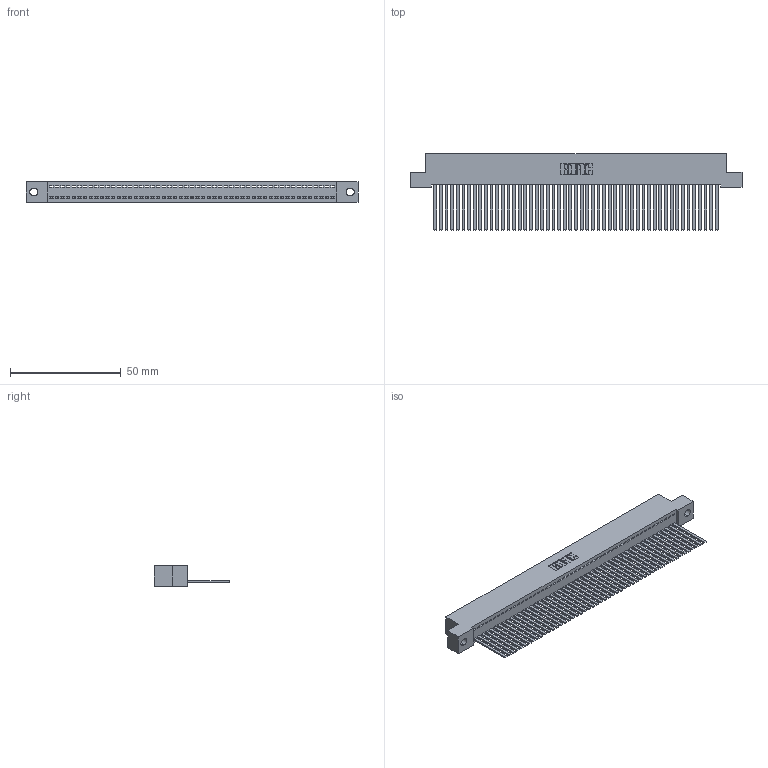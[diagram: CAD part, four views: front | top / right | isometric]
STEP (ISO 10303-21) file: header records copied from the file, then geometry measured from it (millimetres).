
FILE_DESCRIPTION (( 'STEP AP203' ), '1' );
FILE_NAME ('392-051-544-102.STEP', '2019-10-08T12:04:42', ( '' ), ( '' ), 'SwSTEP 2.0', 'SolidWorks 2016', '' );
FILE_SCHEMA (( 'CONFIG_CONTROL_DESIGN' ));
Length unit declared in the file: inch
Products named in the file (3): 342 Part_.128 Slot; 345-292-001_345-293-144; 392-051-544-102
Assembly tree (52 placements, depth 2):
  392-051-544-102
    342 Part_.128 Slot
    345-292-001_345-293-144  x51
Bounding box: 149.86 x 34.3 x 9.4 mm (x, y, z)
Volume: 13711.4 mm3; surface area: 21743.2 mm2
Topology: 52 solids, 52 shells, 2766 faces, 8369 edges, 5510 vertices
Faces by surface type: plane 2008, cylinder 758
Entity records: 29833 total; most frequent: CARTESIAN_POINT 5151, ORIENTED_EDGE 5138, DIRECTION 4323, EDGE_CURVE 2569, LINE 2445, VECTOR 2445, VERTEX_POINT 1710, AXIS2_PLACEMENT_3D 939
